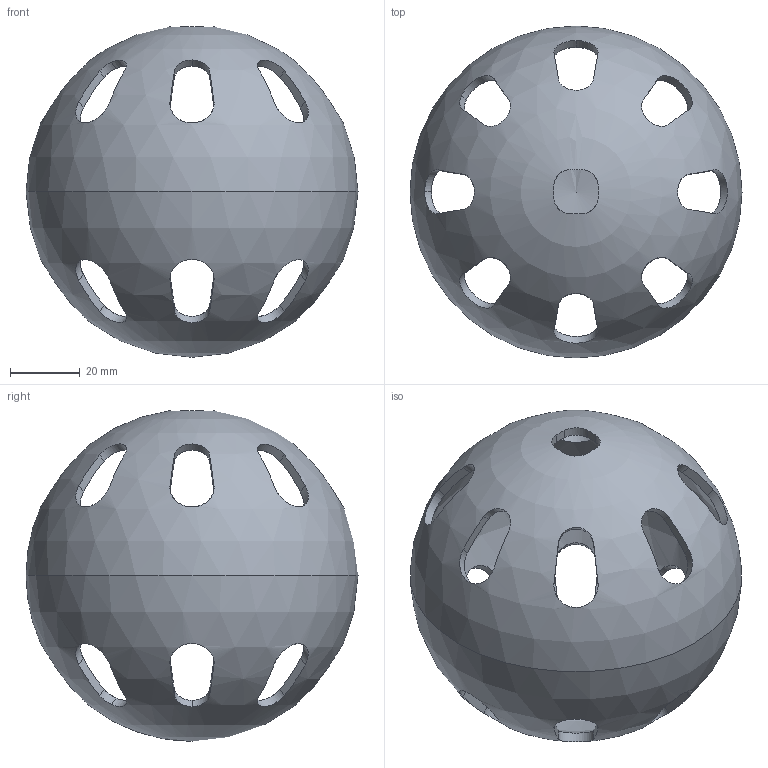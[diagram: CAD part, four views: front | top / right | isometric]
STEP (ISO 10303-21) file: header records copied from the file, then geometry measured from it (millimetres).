
FILE_DESCRIPTION (( 'STEP AP203' ), '1' );
FILE_NAME ('am-3364R am-3364B Particle.STEP', '2016-09-06T19:45:24', ( '' ), ( '' ), 'SwSTEP 2.0', 'SolidWorks 2014', '' );
FILE_SCHEMA (( 'CONFIG_CONTROL_DESIGN' ));
Length unit declared in the file: inch
Products named in the file (1): am-3364R am-3364B Particle
Bounding box: 95.25 x 95.25 x 94.82 mm (x, y, z)
Volume: 58489.5 mm3; surface area: 48654.4 mm2
Topology: 1 solids, 1 shells, 92 faces, 284 edges, 189 vertices
Faces by surface type: cylinder 52, plane 36, sphere 4
Entity records: 5640 total; most frequent: CARTESIAN_POINT 3186, ORIENTED_EDGE 536, DIRECTION 426, EDGE_CURVE 268, VERTEX_POINT 180, AXIS2_PLACEMENT_3D 169, EDGE_LOOP 126, B_SPLINE_CURVE_WITH_KNOTS 104
